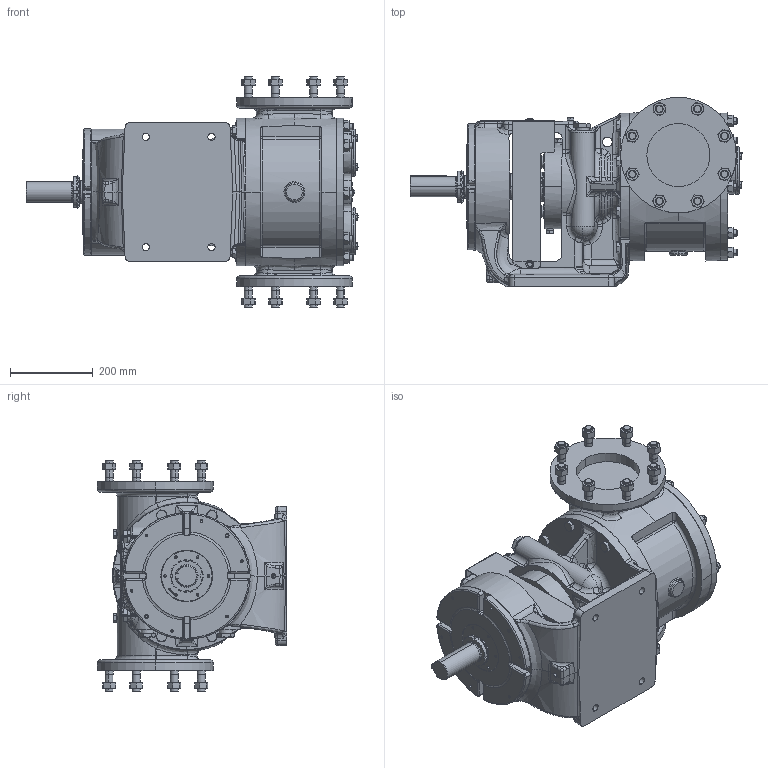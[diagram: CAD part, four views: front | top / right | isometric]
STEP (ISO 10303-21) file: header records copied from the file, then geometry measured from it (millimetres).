
FILE_DESCRIPTION (( 'STEP AP214' ), '1' );
FILE_NAME ('QS4223AA.STEP', '2017-01-30T17:09:43', ( '' ), ( '' ), 'SwSTEP 2.0', 'SolidWorks 2016', '' );
FILE_SCHEMA (( 'AUTOMOTIVE_DESIGN' ));
Length unit declared in the file: inch
Products named in the file (2): QS4223AA
Bounding box: 802.5 x 457.2 x 558.8 mm (x, y, z)
Volume: 51451178 mm3; surface area: 2047420.2 mm2
Topology: 1 solids, 1 shells, 4210 faces, 10476 edges, 6455 vertices
Faces by surface type: plane 1695, cylinder 848, bspline 770, cone 757, torus 97, sphere 43
Entity records: 216720 total; most frequent: CARTESIAN_POINT 82234, ORIENTED_EDGE 20748, DIRECTION 17065, EDGE_CURVE 10374, VERTEX_POINT 6451, AXIS2_PLACEMENT_3D 6371, EDGE_LOOP 4567, VECTOR 4323
